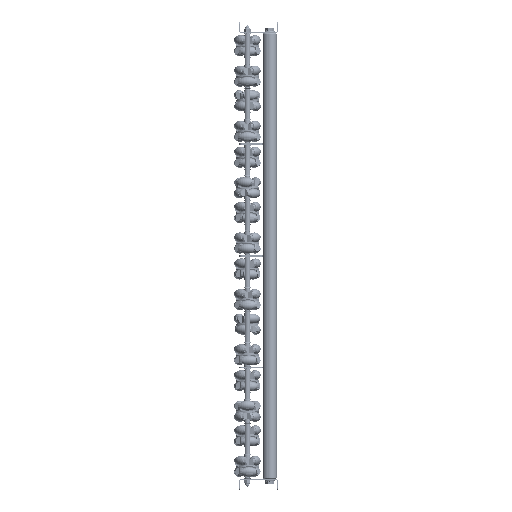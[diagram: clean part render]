
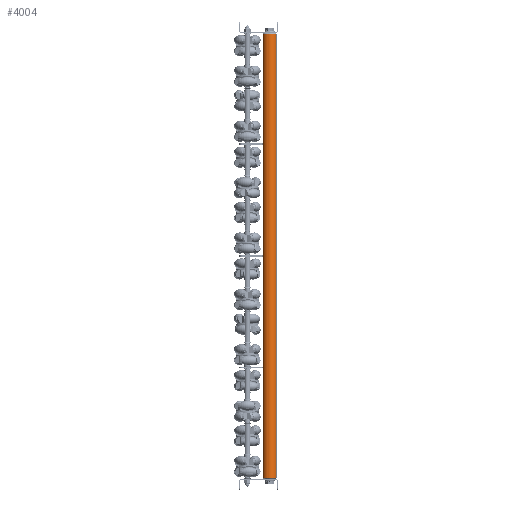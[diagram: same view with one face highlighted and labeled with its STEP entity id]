
A CAD part, left-side view. The second image highlights one B-rep face of the part: STEP entity #4004.
In plain terms, the highlighted cylindrical face has radius 12.5 mm (diameter 25 mm), a partial arc.
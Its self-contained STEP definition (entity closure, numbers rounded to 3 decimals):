
#59 = VECTOR ( 'NONE', #8688, 1000. ) ;
#258 = ORIENTED_EDGE ( 'NONE', *, *, #22115, .T. ) ;
#700 = AXIS2_PLACEMENT_3D ( 'NONE', #3505, #5867, #5487 ) ;
#1796 = CARTESIAN_POINT ( 'NONE',  ( 800., 0., -12.5 ) ) ;
#2599 = FACE_OUTER_BOUND ( 'NONE', #6868, .T. ) ;
#3023 = EDGE_CURVE ( 'NONE', #4568, #19496, #3261, .T. ) ;
#3221 = CARTESIAN_POINT ( 'NONE',  ( 799., 0., -12.5 ) ) ;
#3261 = CIRCLE ( 'NONE', #700, 12.5 ) ;
#3505 = CARTESIAN_POINT ( 'NONE',  ( 799., 0., 0. ) ) ;
#4004 = ADVANCED_FACE ( 'NONE', ( #2599 ), #16257, .T. ) ;
#4324 = DIRECTION ( 'NONE',  ( 0., 0., 1. ) ) ;
#4455 = DIRECTION ( 'NONE',  ( -1., 0., 0. ) ) ;
#4568 = VERTEX_POINT ( 'NONE', #3221 ) ;
#5487 = DIRECTION ( 'NONE',  ( 0., 0., -1. ) ) ;
#5867 = DIRECTION ( 'NONE',  ( -1., 0., 0. ) ) ;
#6562 = LINE ( 'NONE', #16929, #59 ) ;
#6868 = EDGE_LOOP ( 'NONE', ( #9500, #14972, #258, #24279 ) ) ;
#8688 = DIRECTION ( 'NONE',  ( -1., 0., 0. ) ) ;
#9500 = ORIENTED_EDGE ( 'NONE', *, *, #25747, .F. ) ;
#9856 = DIRECTION ( 'NONE',  ( -1., 0., 0. ) ) ;
#9931 = DIRECTION ( 'NONE',  ( 1., 0., 0. ) ) ;
#10629 = CIRCLE ( 'NONE', #15722, 12.5 ) ;
#11146 = CARTESIAN_POINT ( 'NONE',  ( 1., 0., 12.5 ) ) ;
#13799 = VERTEX_POINT ( 'NONE', #11146 ) ;
#14565 = VECTOR ( 'NONE', #9856, 1000. ) ;
#14972 = ORIENTED_EDGE ( 'NONE', *, *, #3023, .T. ) ;
#15722 = AXIS2_PLACEMENT_3D ( 'NONE', #16054, #9931, #18047 ) ;
#16054 = CARTESIAN_POINT ( 'NONE',  ( 1., 0., 0. ) ) ;
#16257 = CYLINDRICAL_SURFACE ( 'NONE', #16919, 12.5 ) ;
#16919 = AXIS2_PLACEMENT_3D ( 'NONE', #24747, #4455, #4324 ) ;
#16929 = CARTESIAN_POINT ( 'NONE',  ( 800., 0., 12.5 ) ) ;
#18047 = DIRECTION ( 'NONE',  ( 0., 0., -1. ) ) ;
#19496 = VERTEX_POINT ( 'NONE', #25149 ) ;
#19967 = LINE ( 'NONE', #1796, #14565 ) ;
#22049 = EDGE_CURVE ( 'NONE', #13799, #26141, #10629, .T. ) ;
#22115 = EDGE_CURVE ( 'NONE', #19496, #13799, #6562, .T. ) ;
#22325 = CARTESIAN_POINT ( 'NONE',  ( 1., 0., -12.5 ) ) ;
#24279 = ORIENTED_EDGE ( 'NONE', *, *, #22049, .T. ) ;
#24747 = CARTESIAN_POINT ( 'NONE',  ( 800., 0., 0. ) ) ;
#25149 = CARTESIAN_POINT ( 'NONE',  ( 799., 0., 12.5 ) ) ;
#25747 = EDGE_CURVE ( 'NONE', #4568, #26141, #19967, .T. ) ;
#26141 = VERTEX_POINT ( 'NONE', #22325 ) ;
